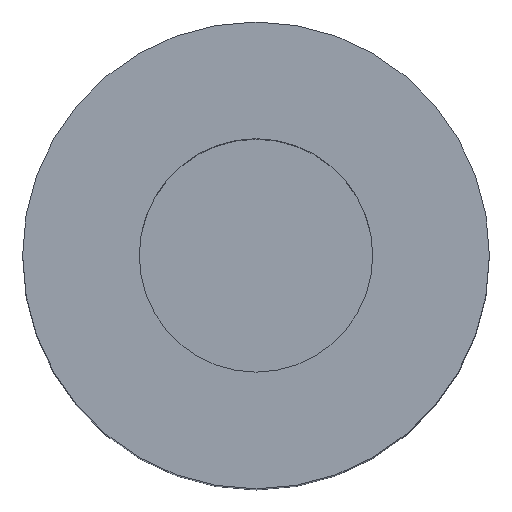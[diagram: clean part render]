
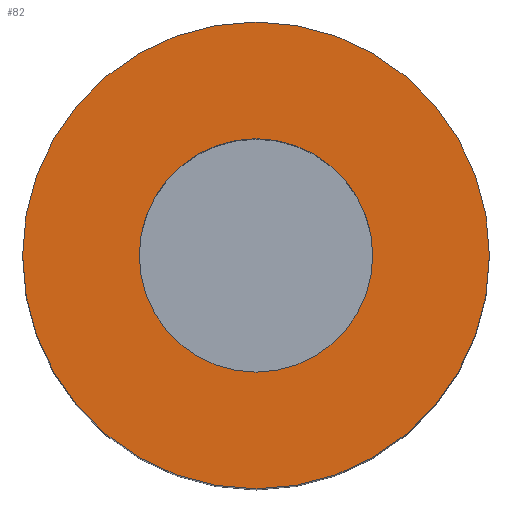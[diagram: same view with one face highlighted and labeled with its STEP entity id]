
A CAD part, top view. The second image highlights one B-rep face of the part: STEP entity #82.
In plain terms, the highlighted planar face has unit normal (0, 0, 1).
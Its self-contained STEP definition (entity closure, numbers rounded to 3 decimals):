
#20=PLANE($,#96);
#24=FACE_BOUND($,#40,.T.);
#30=FACE_OUTER_BOUND($,#39,.T.);
#39=EDGE_LOOP($,(#69));
#40=EDGE_LOOP($,(#70));
#46=CIRCLE($,#90,2.5);
#48=CIRCLE($,#94,5.);
#52=VERTEX_POINT($,#132);
#54=VERTEX_POINT($,#138);
#58=EDGE_CURVE($,#52,#52,#46,.T.);
#60=EDGE_CURVE($,#54,#54,#48,.T.);
#69=ORIENTED_EDGE($,*,*,#60,.T.);
#70=ORIENTED_EDGE($,*,*,#58,.T.);
#82=ADVANCED_FACE($,(#30,#24),#20,.T.);
#90=AXIS2_PLACEMENT_3D($,#133,#106,#107);
#94=AXIS2_PLACEMENT_3D($,#139,#114,#115);
#96=AXIS2_PLACEMENT_3D($,#142,#118,#119);
#106=DIRECTION('center_axis',(0.,0.,-1.));
#107=DIRECTION('ref_axis',(-1.,0.,0.));
#114=DIRECTION('center_axis',(0.,0.,1.));
#115=DIRECTION('ref_axis',(-1.,0.,0.));
#118=DIRECTION('center_axis',(0.,0.,1.));
#119=DIRECTION('ref_axis',(1.,0.,0.));
#132=CARTESIAN_POINT('',(2.5,0.,30.));
#133=CARTESIAN_POINT('Origin',(0.,0.,30.));
#138=CARTESIAN_POINT('',(5.,0.,30.));
#139=CARTESIAN_POINT('Origin',(0.,0.,30.));
#142=CARTESIAN_POINT('Origin',(0.,0.,
30.));
